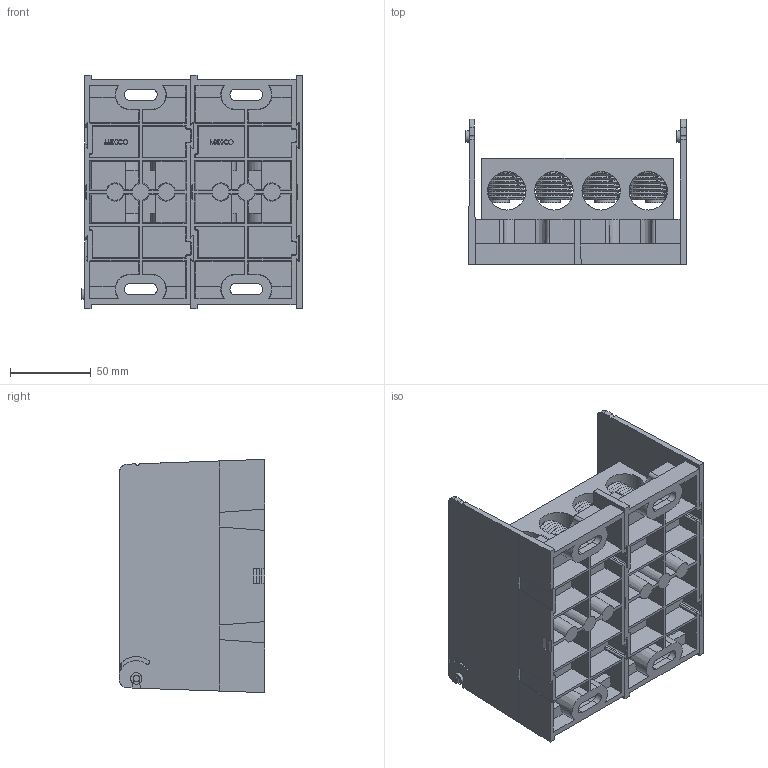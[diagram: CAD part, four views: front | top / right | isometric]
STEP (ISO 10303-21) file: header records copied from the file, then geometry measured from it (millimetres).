
FILE_DESCRIPTION (( 'STEP AP214' ), '1' );
FILE_NAME ('420235.STEP', '2018-05-07T11:55:18', ( '' ), ( '' ), 'SwSTEP 2.0', 'SolidWorks 2017', '' );
FILE_SCHEMA (( 'AUTOMOTIVE_DESIGN' ));
Length unit declared in the file: inch
Products named in the file (1): 420235
Bounding box: 136.78 x 90.17 x 144.78 mm (x, y, z)
Surface area: 197790.5 mm2 (no closed solid volume)
Topology: 0 solids, 23 shells, 645 faces, 2439 edges, 1713 vertices
Faces by surface type: plane 365, cone 185, cylinder 95
Full cylindrical faces by diameter (mm): 4.064 x1, 7.112 x1, 12.7 x4, 23.812 x8
Entity records: 43800 total; most frequent: CARTESIAN_POINT 17675, ORIENTED_EDGE 3507, DIRECTION 3123, EDGE_CURVE 2157, VERTEX_POINT 1582, VECTOR 1257, LINE 1257, AXIS2_PLACEMENT_3D 933
